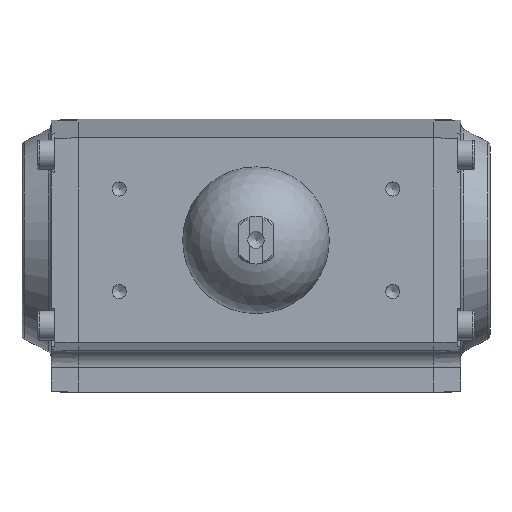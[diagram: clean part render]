
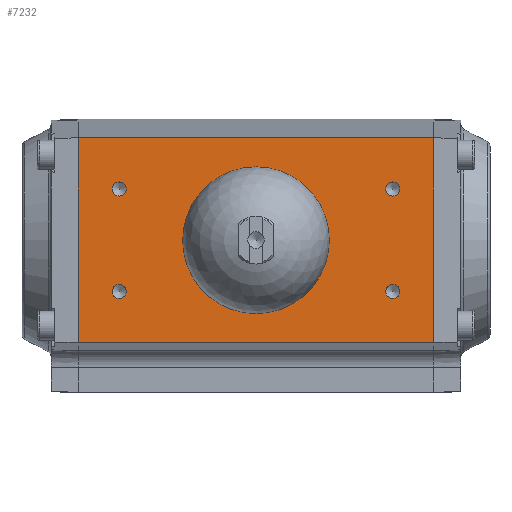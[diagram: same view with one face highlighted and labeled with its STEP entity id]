
A CAD part, top view. The second image highlights one B-rep face of the part: STEP entity #7232.
In plain terms, the highlighted planar face has unit normal (0, 0, 1).
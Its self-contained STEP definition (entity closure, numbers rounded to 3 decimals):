
#172=LINE('',#9566,#676);
#173=LINE('',#9569,#677);
#174=LINE('',#9571,#678);
#175=LINE('',#9573,#679);
#676=VECTOR('',#8136,1000.);
#677=VECTOR('',#8137,1000.);
#678=VECTOR('',#8138,1000.);
#679=VECTOR('',#8139,1000.);
#1206=PLANE('',#7584);
#1533=ORIENTED_EDGE('',*,*,#2835,.T.);
#1534=ORIENTED_EDGE('',*,*,#2836,.T.);
#1535=ORIENTED_EDGE('',*,*,#2837,.T.);
#1536=ORIENTED_EDGE('',*,*,#2838,.T.);
#1537=ORIENTED_EDGE('',*,*,#2834,.F.);
#1538=ORIENTED_EDGE('',*,*,#2839,.T.);
#1539=ORIENTED_EDGE('',*,*,#2840,.T.);
#1540=ORIENTED_EDGE('',*,*,#2841,.T.);
#1541=ORIENTED_EDGE('',*,*,#2842,.T.);
#2834=EDGE_CURVE('',#3499,#3499,#3978,.T.);
#2835=EDGE_CURVE('',#3500,#3500,#3979,.F.);
#2836=EDGE_CURVE('',#3501,#3501,#3980,.F.);
#2837=EDGE_CURVE('',#3502,#3502,#3981,.F.);
#2838=EDGE_CURVE('',#3503,#3503,#3982,.F.);
#2839=EDGE_CURVE('',#3504,#3505,#172,.F.);
#2840=EDGE_CURVE('',#3505,#3506,#173,.T.);
#2841=EDGE_CURVE('',#3506,#3507,#174,.T.);
#2842=EDGE_CURVE('',#3507,#3504,#175,.F.);
#3499=VERTEX_POINT('',#9556);
#3500=VERTEX_POINT('',#9559);
#3501=VERTEX_POINT('',#9561);
#3502=VERTEX_POINT('',#9563);
#3503=VERTEX_POINT('',#9565);
#3504=VERTEX_POINT('',#9567);
#3505=VERTEX_POINT('',#9568);
#3506=VERTEX_POINT('',#9570);
#3507=VERTEX_POINT('',#9572);
#3978=CIRCLE('',#7583,11.);
#3979=CIRCLE('',#7585,2.067);
#3980=CIRCLE('',#7586,2.067);
#3981=CIRCLE('',#7587,2.067);
#3982=CIRCLE('',#7588,2.067);
#4130=EDGE_LOOP('',(#1533));
#4131=EDGE_LOOP('',(#1534));
#4132=EDGE_LOOP('',(#1535));
#4133=EDGE_LOOP('',(#1536));
#4134=EDGE_LOOP('',(#1537));
#4135=EDGE_LOOP('',(#1538,#1539,#1540,#1541));
#4560=FACE_BOUND('',#4130,.T.);
#4561=FACE_BOUND('',#4131,.T.);
#4562=FACE_BOUND('',#4132,.T.);
#4563=FACE_BOUND('',#4133,.T.);
#4564=FACE_BOUND('',#4134,.T.);
#4565=FACE_BOUND('',#4135,.T.);
#7232=ADVANCED_FACE('',(#4560,#4561,#4562,#4563,#4564,#4565),#1206,.T.);
#7583=AXIS2_PLACEMENT_3D('',#9555,#8124,#8125);
#7584=AXIS2_PLACEMENT_3D('',#9557,#8126,#8127);
#7585=AXIS2_PLACEMENT_3D('',#9558,#8128,#8129);
#7586=AXIS2_PLACEMENT_3D('',#9560,#8130,#8131);
#7587=AXIS2_PLACEMENT_3D('',#9562,#8132,#8133);
#7588=AXIS2_PLACEMENT_3D('',#9564,#8134,#8135);
#8124=DIRECTION('',(0.,0.,1.));
#8125=DIRECTION('',(1.,0.,0.));
#8126=DIRECTION('',(0.,0.,1.));
#8127=DIRECTION('',(1.,0.,0.));
#8128=DIRECTION('',(0.,0.,1.));
#8129=DIRECTION('',(1.,0.,0.));
#8130=DIRECTION('',(0.,0.,1.));
#8131=DIRECTION('',(1.,0.,0.));
#8132=DIRECTION('',(0.,0.,1.));
#8133=DIRECTION('',(1.,0.,0.));
#8134=DIRECTION('',(0.,0.,1.));
#8135=DIRECTION('',(1.,0.,0.));
#8136=DIRECTION('',(0.,1.,0.));
#8137=DIRECTION('',(1.,0.,0.));
#8138=DIRECTION('',(0.,1.,0.));
#8139=DIRECTION('',(1.,0.,0.));
#9555=CARTESIAN_POINT('',(0.,0.,44.));
#9556=CARTESIAN_POINT('',(11.,0.,44.));
#9557=CARTESIAN_POINT('',(0.,-30.,44.));
#9558=CARTESIAN_POINT('',(-40.,15.,44.));
#9559=CARTESIAN_POINT('',(-37.933,15.,44.));
#9560=CARTESIAN_POINT('',(40.,15.,44.));
#9561=CARTESIAN_POINT('',(42.067,15.,44.));
#9562=CARTESIAN_POINT('',(40.,-15.,44.));
#9563=CARTESIAN_POINT('',(42.067,-15.,44.));
#9564=CARTESIAN_POINT('',(-40.,-15.,44.));
#9565=CARTESIAN_POINT('',(-37.933,-15.,44.));
#9566=CARTESIAN_POINT('',(-52.,-30.,44.));
#9567=CARTESIAN_POINT('',(-52.,30.,44.));
#9568=CARTESIAN_POINT('',(-52.,-30.,44.));
#9569=CARTESIAN_POINT('',(0.,-30.,44.));
#9570=CARTESIAN_POINT('',(52.,-30.,44.));
#9571=CARTESIAN_POINT('',(52.,-30.,44.));
#9572=CARTESIAN_POINT('',(52.,30.,44.));
#9573=CARTESIAN_POINT('',(0.,30.,44.));
